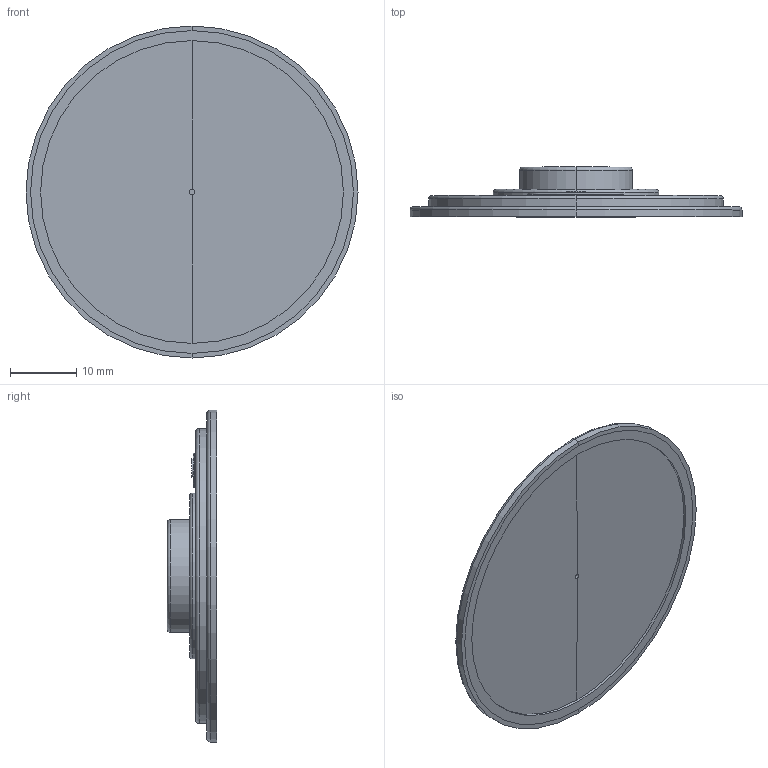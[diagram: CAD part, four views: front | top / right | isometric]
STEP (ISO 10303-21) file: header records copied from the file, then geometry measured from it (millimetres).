
FILE_DESCRIPTION (( 'STEP AP214' ), '1' );
FILE_NAME ('Speaker, dia 50mm.STEP', '2024-05-16T12:11:55', ( '' ), ( '' ), 'SwSTEP 2.0', 'SolidWorks 2022', '' );
FILE_SCHEMA (( 'AUTOMOTIVE_DESIGN' ));
Length unit declared in the file: millimetre
Products named in the file (1): Speaker, dia 50mm
Bounding box: 50 x 7.48 x 50 mm (x, y, z)
Volume: 6691.7 mm3; surface area: 9446.1 mm2
Topology: 2 solids, 2 shells, 105 faces, 236 edges, 148 vertices
Faces by surface type: cylinder 63, plane 20, torus 16, cone 6
Entity records: 3196 total; most frequent: DIRECTION 606, CARTESIAN_POINT 490, ORIENTED_EDGE 472, AXIS2_PLACEMENT_3D 264, EDGE_CURVE 236, CIRCLE 158, VERTEX_POINT 148, EDGE_LOOP 142
